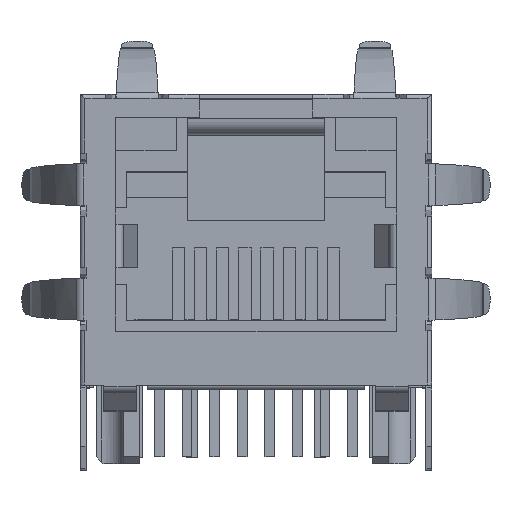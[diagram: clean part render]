
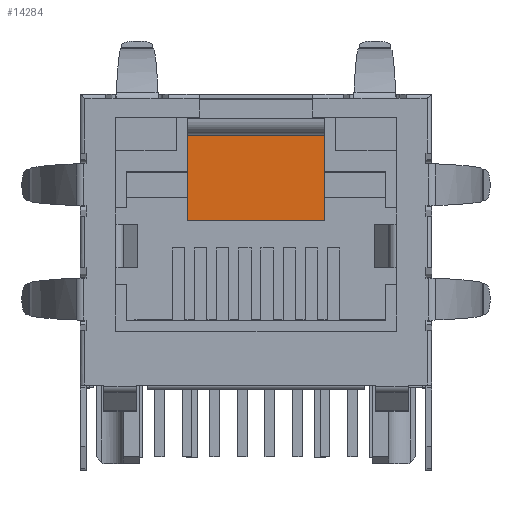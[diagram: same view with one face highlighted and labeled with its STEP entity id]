
A CAD part, top view. The second image highlights one B-rep face of the part: STEP entity #14284.
In plain terms, the highlighted planar face has unit normal (0, 0, 1).
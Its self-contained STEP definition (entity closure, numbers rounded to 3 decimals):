
#1126 = FACE_OUTER_BOUND ( 'NONE', #15761, .T. ) ;
#1144 = DIRECTION ( 'NONE',  ( -1., 0., 0. ) ) ;
#3747 = LINE ( 'NONE', #16165, #17086 ) ;
#4140 = EDGE_CURVE ( 'NONE', #22148, #22293, #17468, .T. ) ;
#6610 = CARTESIAN_POINT ( 'NONE',  ( -75.022, 18.4, 31.472 ) ) ;
#6876 = AXIS2_PLACEMENT_3D ( 'NONE', #18270, #7862, #20046 ) ;
#7303 = EDGE_CURVE ( 'NONE', #10005, #22148, #12561, .T. ) ;
#7862 = DIRECTION ( 'NONE',  ( 0., 0., 1. ) ) ;
#8218 = VECTOR ( 'NONE', #9753, 1000. ) ;
#9753 = DIRECTION ( 'NONE',  ( 0., 1., 0. ) ) ;
#9774 = EDGE_CURVE ( 'NONE', #19461, #10005, #3747, .T. ) ;
#10005 = VERTEX_POINT ( 'NONE', #18586 ) ;
#11528 = CARTESIAN_POINT ( 'NONE',  ( -75.022, 18.4, 31.472 ) ) ;
#12104 = DIRECTION ( 'NONE',  ( 1., 0., 0. ) ) ;
#12112 = CARTESIAN_POINT ( 'NONE',  ( -75.022, 22.287, 31.472 ) ) ;
#12561 = LINE ( 'NONE', #20829, #16654 ) ;
#12625 = EDGE_CURVE ( 'NONE', #22293, #19461, #18641, .T. ) ;
#13140 = ORIENTED_EDGE ( 'NONE', *, *, #9774, .T. ) ;
#13988 = VECTOR ( 'NONE', #1144, 1000. ) ;
#14107 = ORIENTED_EDGE ( 'NONE', *, *, #12625, .T. ) ;
#14284 = ADVANCED_FACE ( 'NONE', ( #1126 ), #21716, .T. ) ;
#14452 = CARTESIAN_POINT ( 'NONE',  ( -81.321, 22.287, 31.472 ) ) ;
#15761 = EDGE_LOOP ( 'NONE', ( #19915, #21461, #14107, #13140 ) ) ;
#16165 = CARTESIAN_POINT ( 'NONE',  ( -81.321, 22.287, 31.472 ) ) ;
#16654 = VECTOR ( 'NONE', #12104, 1000. ) ;
#17086 = VECTOR ( 'NONE', #21436, 1000. ) ;
#17468 = LINE ( 'NONE', #11528, #8218 ) ;
#18270 = CARTESIAN_POINT ( 'NONE',  ( 0., 0., 31.472 ) ) ;
#18586 = CARTESIAN_POINT ( 'NONE',  ( -81.321, 18.4, 31.472 ) ) ;
#18641 = LINE ( 'NONE', #22024, #13988 ) ;
#19461 = VERTEX_POINT ( 'NONE', #14452 ) ;
#19915 = ORIENTED_EDGE ( 'NONE', *, *, #7303, .T. ) ;
#20046 = DIRECTION ( 'NONE',  ( 1., 0., 0. ) ) ;
#20829 = CARTESIAN_POINT ( 'NONE',  ( -81.321, 18.4, 31.472 ) ) ;
#21436 = DIRECTION ( 'NONE',  ( 0., -1., 0. ) ) ;
#21461 = ORIENTED_EDGE ( 'NONE', *, *, #4140, .T. ) ;
#21716 = PLANE ( 'NONE',  #6876 ) ;
#22024 = CARTESIAN_POINT ( 'NONE',  ( -75.022, 22.287, 31.472 ) ) ;
#22148 = VERTEX_POINT ( 'NONE', #6610 ) ;
#22293 = VERTEX_POINT ( 'NONE', #12112 ) ;
